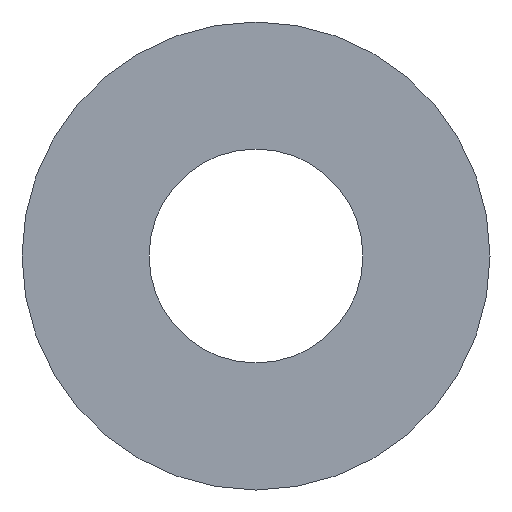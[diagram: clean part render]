
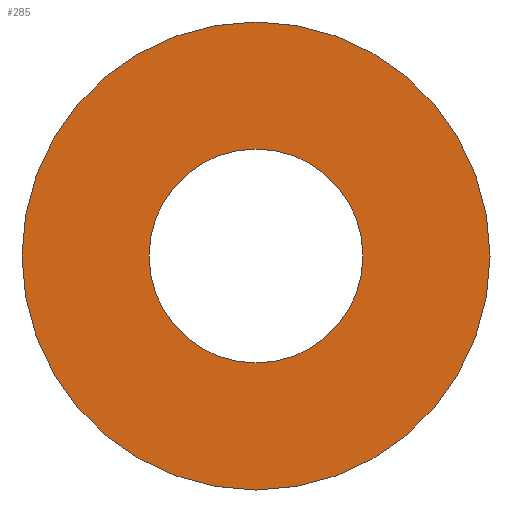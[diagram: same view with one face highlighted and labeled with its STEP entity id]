
A CAD part, left-side view. The second image highlights one B-rep face of the part: STEP entity #285.
In plain terms, the highlighted planar face has unit normal (-1, 0, 0).
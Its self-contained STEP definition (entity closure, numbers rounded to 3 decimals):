
#162=CARTESIAN_POINT('',(0.,0.,0.));
#163=DIRECTION('',(1.,0.,0.));
#164=DIRECTION('',(0.,-1.,0.));
#165=AXIS2_PLACEMENT_3D('',#162,#163,#164);
#170=CARTESIAN_POINT('',(0.,0.,0.));
#171=DIRECTION('',(1.,0.,0.));
#172=DIRECTION('',(0.,1.,0.));
#173=AXIS2_PLACEMENT_3D('',#170,#171,#172);
#178=CARTESIAN_POINT('',(0.,0.,0.));
#179=DIRECTION('',(-1.,0.,0.));
#180=DIRECTION('',(0.,-1.,0.));
#181=AXIS2_PLACEMENT_3D('',#178,#179,#180);
#186=CARTESIAN_POINT('',(0.,0.,0.));
#187=DIRECTION('',(-1.,0.,0.));
#188=DIRECTION('',(0.,1.,0.));
#189=AXIS2_PLACEMENT_3D('',#186,#187,#188);
#208=CARTESIAN_POINT('',(0.,-1.6,0.));
#210=VERTEX_POINT('',#208);
#212=CARTESIAN_POINT('',(0.,1.6,0.));
#214=VERTEX_POINT('',#212);
#216=CARTESIAN_POINT('',(0.,3.5,0.));
#218=VERTEX_POINT('',#216);
#220=CARTESIAN_POINT('',(0.,-3.5,0.));
#222=VERTEX_POINT('',#220);
#270=CARTESIAN_POINT('',(0.,0.,0.));
#271=DIRECTION('',(-1.,0.,0.));
#272=DIRECTION('',(0.,0.,1.));
#273=AXIS2_PLACEMENT_3D('',#270,#271,#272);
#274=PLANE('',#273);
#276=ORIENTED_EDGE('',*,*,#275,.F.);
#278=ORIENTED_EDGE('',*,*,#277,.F.);
#279=EDGE_LOOP('',(#276,#278));
#280=FACE_OUTER_BOUND('',#279,.F.);
#281=ORIENTED_EDGE('',*,*,#233,.F.);
#282=ORIENTED_EDGE('',*,*,#264,.F.);
#283=EDGE_LOOP('',(#281,#282));
#284=FACE_BOUND('',#283,.F.);
#166=CIRCLE('',#165,1.6);
#174=CIRCLE('',#173,1.6);
#182=CIRCLE('',#181,3.5);
#190=CIRCLE('',#189,3.5);
#233=EDGE_CURVE('',#210,#214,#166,.T.);
#264=EDGE_CURVE('',#214,#210,#174,.T.);
#275=EDGE_CURVE('',#222,#218,#182,.T.);
#277=EDGE_CURVE('',#218,#222,#190,.T.);
#285=ADVANCED_FACE('',(#280,#284),#274,.T.);
